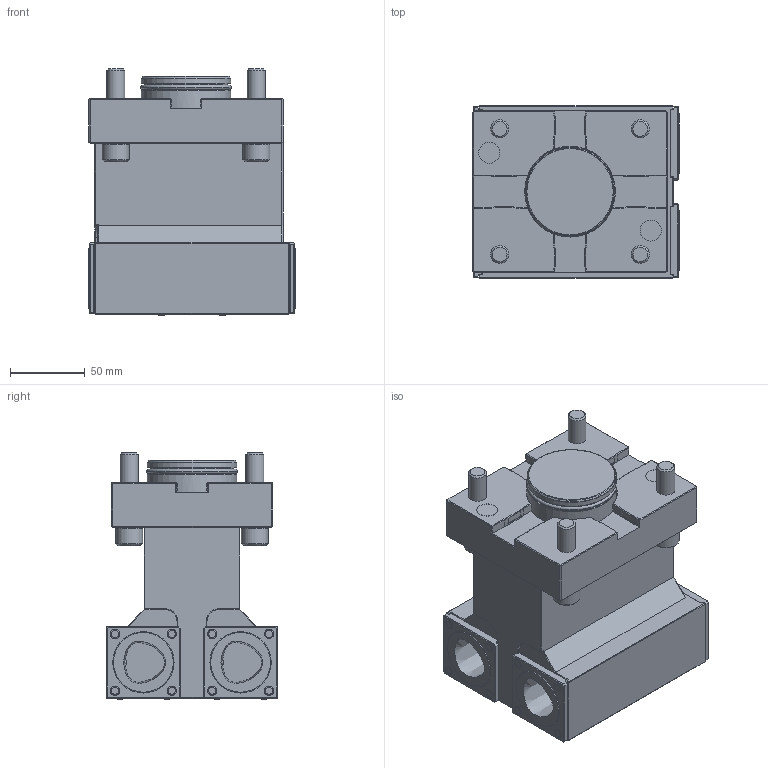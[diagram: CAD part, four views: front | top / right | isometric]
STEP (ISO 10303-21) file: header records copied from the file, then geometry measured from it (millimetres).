
FILE_DESCRIPTION(/* description */ (''),/* implementation_level */ '2;1');
FILE_NAME(/* name */ '1616490296663.stp',/* time_stamp */ '2021-03-23T10:05:02+01:00',/* author */ (''),/* organization */ ('SMS'),/* preprocessor_version */ 'ST-DEVELOPER v16.7',/* originating_system */ 'SIEMENS PLM Software NX 12.0',/* authorisation */ '');
FILE_SCHEMA (('AUTOMOTIVE_DESIGN { 1 0 10303 214 3 1 1 1 }'));
Length unit declared in the file: millimetre
Products named in the file (1): 203441728mod000_00
Bounding box: 138 x 115 x 164.54 mm (x, y, z)
Volume: 1712097.4 mm3; surface area: 127742 mm2
Topology: 1 solids, 1 shells, 485 faces, 1176 edges, 748 vertices
Faces by surface type: plane 367, cylinder 48, cone 35, sphere 20, torus 11, bspline 4
Full cylindrical faces by diameter (mm): 2.5 x4, 5.7 x4, 12 x4, 14 x2, 18 x4, 55.2 x1, 59.9 x2, 60.7 x1
Entity records: 14215 total; most frequent: CARTESIAN_POINT 3267, DIRECTION 2178, ORIENTED_EDGE 2154, EDGE_CURVE 1077, LINE 800, VECTOR 800, VERTEX_POINT 713, AXIS2_PLACEMENT_3D 689
